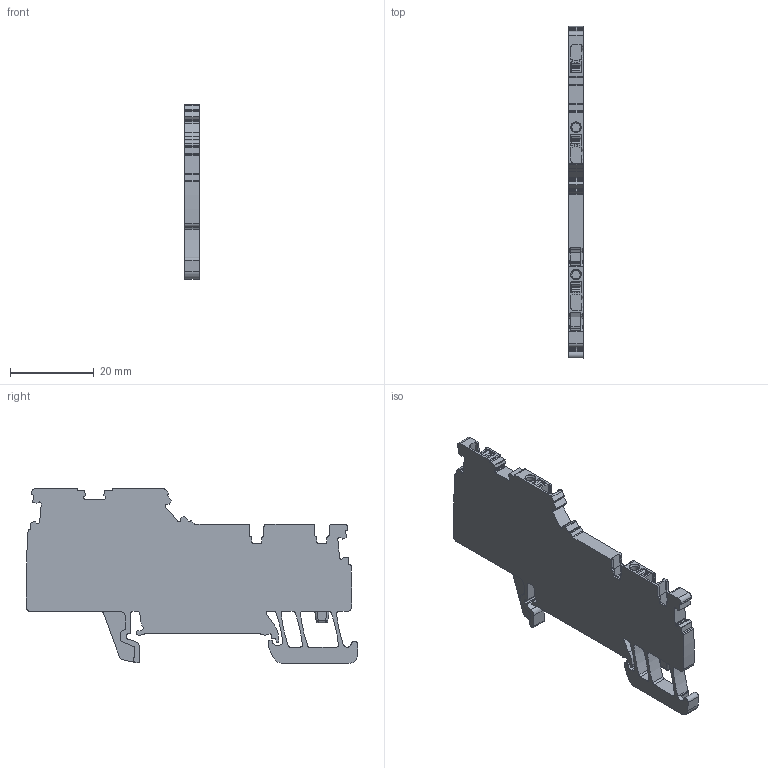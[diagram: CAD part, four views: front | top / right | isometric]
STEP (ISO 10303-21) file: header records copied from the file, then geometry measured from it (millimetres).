
FILE_DESCRIPTION(('CATIA V5 STEP Exchange','CAx-IF Rec.Pracs.--- Model Styling and Organization---1.5--- 2016-08-15','CAx-IF Rec.Pracs.---Supplemental Geometry---1.0---2011-11-01','CAx-IF Rec.Pracs.--- Composite Materials ---1.1---2010-07-15'),'2;1');
FILE_NAME ('13163955_3', '2024-05-30T04:06:22+00:00', ('none'), ('Weidmueller'), 'CATIA Version 5-6 Release 2022 SP4 HF5', 'CATIA V5 STEP AP214 v3', 'none');
FILE_SCHEMA(('AUTOMOTIVE_DESIGN { 1 0 10303 214 1 1 1 1 }'));
Length unit declared in the file: millimetre
Products named in the file (1): 1992240000_AIO21_1-5_SO
Bounding box: 3.5 x 79.46 x 41.85 mm (x, y, z)
Volume: 7243.4 mm3; surface area: 6179.6 mm2
Topology: 1 solids, 1 shells, 539 faces, 1575 edges, 1041 vertices
Faces by surface type: plane 250, cylinder 228, extrusion 45, cone 8, sphere 8
Entity records: 18512 total; most frequent: CARTESIAN_POINT 4362, ORIENTED_EDGE 3134, DIRECTION 2258, EDGE_CURVE 1567, VERTEX_POINT 1041, VECTOR 1026, LINE 981, AXIS2_PLACEMENT_3D 844
